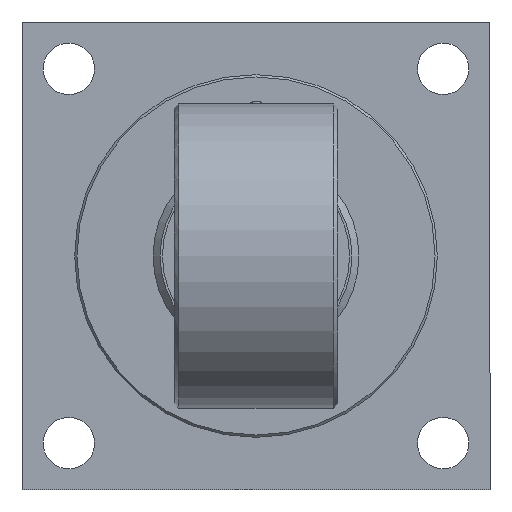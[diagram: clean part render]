
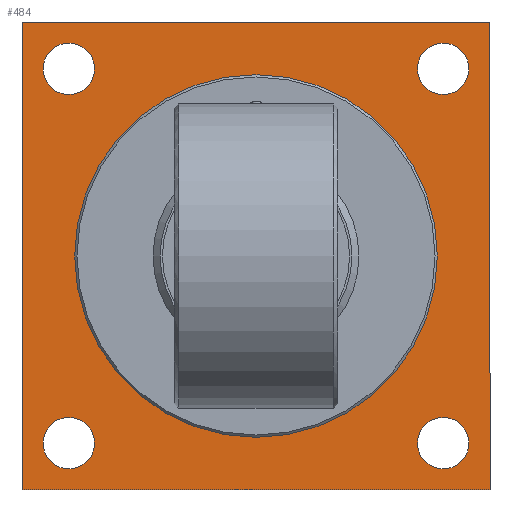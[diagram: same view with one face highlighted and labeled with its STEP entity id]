
A CAD part, front view. The second image highlights one B-rep face of the part: STEP entity #484.
In plain terms, the highlighted planar face has unit normal (0, -1, 0).
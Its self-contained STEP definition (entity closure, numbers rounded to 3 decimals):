
#144=CARTESIAN_POINT('',(91.0,-322.,-80.));
#145=VERTEX_POINT('',#144);
#146=CARTESIAN_POINT('',(80.0,-322.,-80.));
#147=DIRECTION('',(0.0,1.0,0.0));
#148=DIRECTION('',(1.0,0.0,0.0));
#149=AXIS2_PLACEMENT_3D('',#146,#147,#148);
#150=CIRCLE('',#149,11.0);
#151=EDGE_CURVE('',#145,#145,#150,.T.);
#193=CARTESIAN_POINT('',(91.,-322.,80.));
#194=VERTEX_POINT('',#193);
#195=CARTESIAN_POINT('',(80.,-322.,80.));
#196=DIRECTION('',(0.0,1.0,0.0));
#197=DIRECTION('',(1.0,0.0,0.0));
#198=AXIS2_PLACEMENT_3D('',#195,#196,#197);
#199=CIRCLE('',#198,11.0);
#200=EDGE_CURVE('',#194,#194,#199,.T.);
#242=CARTESIAN_POINT('',(-69.,-322.,-80.));
#243=VERTEX_POINT('',#242);
#244=CARTESIAN_POINT('',(-80.,-322.,-80.));
#245=DIRECTION('',(0.0,1.0,0.0));
#246=DIRECTION('',(1.0,0.0,0.0));
#247=AXIS2_PLACEMENT_3D('',#244,#245,#246);
#248=CIRCLE('',#247,11.0);
#249=EDGE_CURVE('',#243,#243,#248,.T.);
#291=CARTESIAN_POINT('',(-69.,-322.,80.));
#292=VERTEX_POINT('',#291);
#293=CARTESIAN_POINT('',(-80.,-322.,80.));
#294=DIRECTION('',(0.0,1.0,0.0));
#295=DIRECTION('',(1.0,0.0,0.0));
#296=AXIS2_PLACEMENT_3D('',#293,#294,#295);
#297=CIRCLE('',#296,11.0);
#298=EDGE_CURVE('',#292,#292,#297,.T.);
#422=CARTESIAN_POINT('',(0.,-322.,0.));
#423=DIRECTION('',(0.0,1.0,0.0));
#424=DIRECTION('',(0.0,0.0,1.0));
#425=AXIS2_PLACEMENT_3D('',#422,#423,#424);
#426=PLANE('',#425);
#427=CARTESIAN_POINT('',(100.0,-322.,100.));
#428=VERTEX_POINT('',#427);
#429=CARTESIAN_POINT('',(-100.0,-322.,100.));
#430=VERTEX_POINT('',#429);
#431=CARTESIAN_POINT('',(100.0,-322.,100.));
#432=DIRECTION('',(-1.0,0.0,0.0));
#433=VECTOR('',#432,200.0);
#434=LINE('',#431,#433);
#435=EDGE_CURVE('',#428,#430,#434,.T.);
#436=ORIENTED_EDGE('',*,*,#435,.T.);
#437=CARTESIAN_POINT('',(-100.0,-322.,-100.));
#438=VERTEX_POINT('',#437);
#439=CARTESIAN_POINT('',(-100.0,-322.,100.));
#440=DIRECTION('',(0.0,0.0,-1.0));
#441=VECTOR('',#440,200.0);
#442=LINE('',#439,#441);
#443=EDGE_CURVE('',#430,#438,#442,.T.);
#444=ORIENTED_EDGE('',*,*,#443,.T.);
#445=CARTESIAN_POINT('',(100.,-322.,-100.));
#446=VERTEX_POINT('',#445);
#447=CARTESIAN_POINT('',(-100.0,-322.,-100.));
#448=DIRECTION('',(1.0,0.0,0.0));
#449=VECTOR('',#448,200.);
#450=LINE('',#447,#449);
#451=EDGE_CURVE('',#438,#446,#450,.T.);
#452=ORIENTED_EDGE('',*,*,#451,.T.);
#453=CARTESIAN_POINT('',(100.,-322.,-100.));
#454=DIRECTION('',(0.0,0.0,1.0));
#455=VECTOR('',#454,200.0);
#456=LINE('',#453,#455);
#457=EDGE_CURVE('',#446,#428,#456,.T.);
#458=ORIENTED_EDGE('',*,*,#457,.T.);
#459=EDGE_LOOP('',(#436,#444,#452,#458));
#460=FACE_OUTER_BOUND('',#459,.T.);
#461=ORIENTED_EDGE('',*,*,#151,.T.);
#462=EDGE_LOOP('',(#461));
#463=FACE_BOUND('',#462,.T.);
#464=ORIENTED_EDGE('',*,*,#200,.T.);
#465=EDGE_LOOP('',(#464));
#466=FACE_BOUND('',#465,.T.);
#467=ORIENTED_EDGE('',*,*,#249,.T.);
#468=EDGE_LOOP('',(#467));
#469=FACE_BOUND('',#468,.T.);
#470=ORIENTED_EDGE('',*,*,#298,.T.);
#471=EDGE_LOOP('',(#470));
#472=FACE_BOUND('',#471,.T.);
#473=CARTESIAN_POINT('',(0.,-322.,-77.5));
#474=VERTEX_POINT('',#473);
#475=CARTESIAN_POINT('',(0.0,-322.,0.));
#476=DIRECTION('',(0.0,-1.0,0.0));
#477=DIRECTION('',(0.0,0.0,1.0));
#478=AXIS2_PLACEMENT_3D('',#475,#476,#477);
#479=CIRCLE('',#478,77.5);
#480=EDGE_CURVE('',#474,#474,#479,.T.);
#481=ORIENTED_EDGE('',*,*,#480,.F.);
#482=EDGE_LOOP('',(#481));
#483=FACE_BOUND('',#482,.T.);
#484=ADVANCED_FACE('',(#460,#463,#466,#469,#472,#483),#426,.F.);
